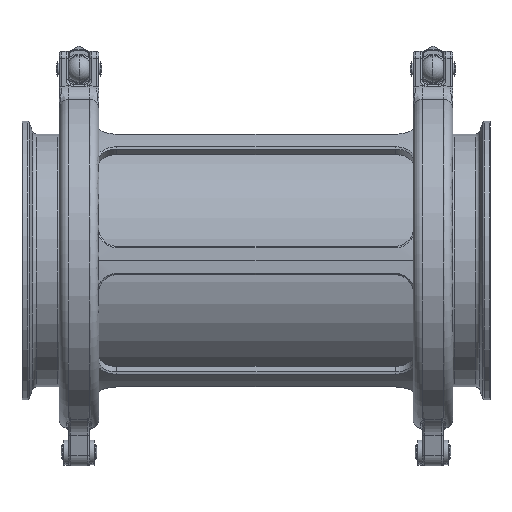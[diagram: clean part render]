
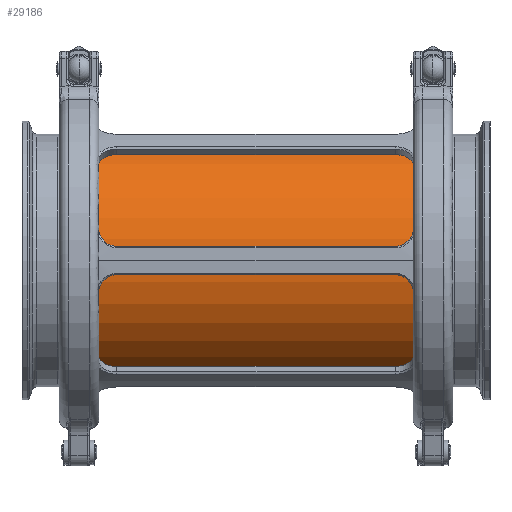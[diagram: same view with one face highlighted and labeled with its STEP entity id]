
A CAD part, front view. The second image highlights one B-rep face of the part: STEP entity #29186.
In plain terms, the highlighted cylindrical face has radius 53.7 mm (diameter 107.4 mm), a partial arc.
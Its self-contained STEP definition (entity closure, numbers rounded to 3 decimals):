
#267 = EDGE_LOOP ( 'NONE', ( #14732, #15499, #25269, #14798 ) ) ;
#333 = FACE_OUTER_BOUND ( 'NONE', #267, .T. ) ;
#412 = EDGE_CURVE ( 'NONE', #21600, #29507, #5262, .T. ) ;
#3282 = CARTESIAN_POINT ( 'NONE',  ( 147.5, 0., -53.7 ) ) ;
#5262 = CIRCLE ( 'NONE', #25120, 53.7 ) ;
#5437 = DIRECTION ( 'NONE',  ( 0., 0., -1. ) ) ;
#7679 = VERTEX_POINT ( 'NONE', #24699 ) ;
#9015 = DIRECTION ( 'NONE',  ( 1., 0., 0. ) ) ;
#9166 = DIRECTION ( 'NONE',  ( 0., 0., -1. ) ) ;
#9943 = CARTESIAN_POINT ( 'NONE',  ( 147.5, 0., 0. ) ) ;
#10121 = CARTESIAN_POINT ( 'NONE',  ( 147., 0., -53.7 ) ) ;
#10633 = EDGE_CURVE ( 'NONE', #16287, #7679, #20502, .T. ) ;
#10753 = VECTOR ( 'NONE', #12756, 1000. ) ;
#12756 = DIRECTION ( 'NONE',  ( -1., 0., 0. ) ) ;
#12923 = AXIS2_PLACEMENT_3D ( 'NONE', #9943, #29107, #19465 ) ;
#13211 = EDGE_CURVE ( 'NONE', #7679, #21600, #22969, .T. ) ;
#14488 = CYLINDRICAL_SURFACE ( 'NONE', #12923, 53.7 ) ;
#14732 = ORIENTED_EDGE ( 'NONE', *, *, #24833, .F. ) ;
#14798 = ORIENTED_EDGE ( 'NONE', *, *, #412, .T. ) ;
#15499 = ORIENTED_EDGE ( 'NONE', *, *, #10633, .T. ) ;
#16287 = VERTEX_POINT ( 'NONE', #10121 ) ;
#17755 = CARTESIAN_POINT ( 'NONE',  ( 147., 0., 0. ) ) ;
#19465 = DIRECTION ( 'NONE',  ( 0., 0., 1. ) ) ;
#20502 = CIRCLE ( 'NONE', #26958, 53.7 ) ;
#20930 = CARTESIAN_POINT ( 'NONE',  ( 147.5, 0., 53.7 ) ) ;
#21128 = CARTESIAN_POINT ( 'NONE',  ( 0.5, 0., -53.7 ) ) ;
#21378 = VECTOR ( 'NONE', #25597, 1000. ) ;
#21600 = VERTEX_POINT ( 'NONE', #22891 ) ;
#22891 = CARTESIAN_POINT ( 'NONE',  ( 0.5, 0., 53.7 ) ) ;
#22969 = LINE ( 'NONE', #20930, #21378 ) ;
#23624 = CARTESIAN_POINT ( 'NONE',  ( 0.5, 0., 0. ) ) ;
#24699 = CARTESIAN_POINT ( 'NONE',  ( 147., 0., 53.7 ) ) ;
#24734 = DIRECTION ( 'NONE',  ( -1., 0., 0. ) ) ;
#24833 = EDGE_CURVE ( 'NONE', #16287, #29507, #27063, .T. ) ;
#25120 = AXIS2_PLACEMENT_3D ( 'NONE', #23624, #9015, #9166 ) ;
#25269 = ORIENTED_EDGE ( 'NONE', *, *, #13211, .T. ) ;
#25597 = DIRECTION ( 'NONE',  ( -1., 0., 0. ) ) ;
#26958 = AXIS2_PLACEMENT_3D ( 'NONE', #17755, #24734, #5437 ) ;
#27063 = LINE ( 'NONE', #3282, #10753 ) ;
#29107 = DIRECTION ( 'NONE',  ( -1., 0., 0. ) ) ;
#29186 = ADVANCED_FACE ( 'NONE', ( #333 ), #14488, .T. ) ;
#29507 = VERTEX_POINT ( 'NONE', #21128 ) ;
